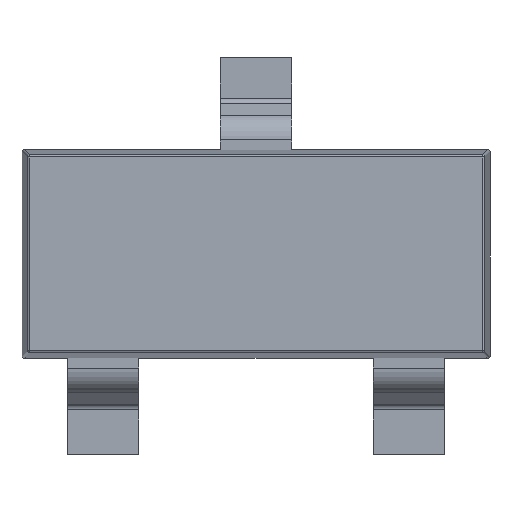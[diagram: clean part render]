
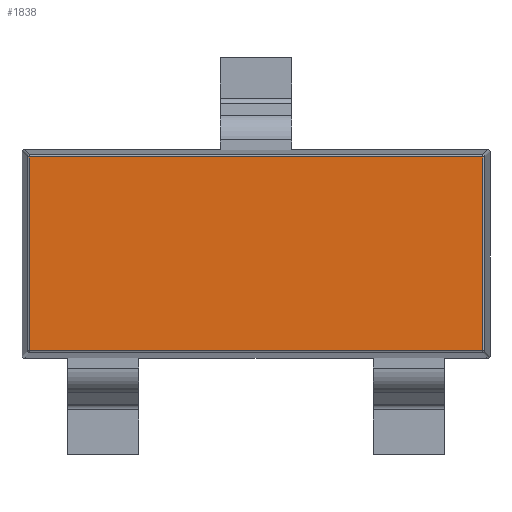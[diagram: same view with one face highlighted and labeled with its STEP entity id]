
A CAD part, top view. The second image highlights one B-rep face of the part: STEP entity #1838.
In plain terms, the highlighted face is planar.
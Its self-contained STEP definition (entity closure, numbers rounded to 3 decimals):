
#392 = CYLINDRICAL_SURFACE('',#393,0.013);
#393 = AXIS2_PLACEMENT_3D('',#394,#395,#396);
#394 = CARTESIAN_POINT('',(-1.46,0.638,-0.604));
#395 = DIRECTION('',(-1.,0.,0.));
#396 = DIRECTION('',(0.,0.,1.));
#1067 = CYLINDRICAL_SURFACE('',#1068,0.013);
#1068 = AXIS2_PLACEMENT_3D('',#1069,#1070,#1071);
#1069 = CARTESIAN_POINT('',(-1.46,0.638,0.604));
#1070 = DIRECTION('',(1.,0.,0.));
#1071 = DIRECTION('',(0.,0.,-1.));
#1645 = CYLINDRICAL_SURFACE('',#1646,0.013);
#1646 = AXIS2_PLACEMENT_3D('',#1647,#1648,#1649);
#1647 = CARTESIAN_POINT('',(-1.414,0.638,-0.65));
#1648 = DIRECTION('',(0.,0.,1.));
#1649 = DIRECTION('',(1.,0.,0.));
#1785 = CYLINDRICAL_SURFACE('',#1786,0.013);
#1786 = AXIS2_PLACEMENT_3D('',#1787,#1788,#1789);
#1787 = CARTESIAN_POINT('',(1.414,0.638,-0.65));
#1788 = DIRECTION('',(0.,0.,-1.));
#1789 = DIRECTION('',(-1.,0.,0.));
#1838 = ADVANCED_FACE('',(#1839),#1853,.T.);
#1839 = FACE_BOUND('',#1840,.T.);
#1840 = EDGE_LOOP('',(#1841,#1870,#1892,#1914));
#1841 = ORIENTED_EDGE('',*,*,#1842,.T.);
#1842 = EDGE_CURVE('',#1843,#1845,#1847,.T.);
#1843 = VERTEX_POINT('',#1844);
#1844 = CARTESIAN_POINT('',(1.414,0.65,0.604));
#1845 = VERTEX_POINT('',#1846);
#1846 = CARTESIAN_POINT('',(1.414,0.65,-0.604));
#1847 = SURFACE_CURVE('',#1848,(#1852,#1864),.PCURVE_S1.);
#1848 = LINE('',#1849,#1850);
#1849 = CARTESIAN_POINT('',(1.414,0.65,-0.616));
#1850 = VECTOR('',#1851,1.);
#1851 = DIRECTION('',(0.,0.,-1.));
#1852 = PCURVE('',#1853,#1858);
#1853 = PLANE('',#1854);
#1854 = AXIS2_PLACEMENT_3D('',#1855,#1856,#1857);
#1855 = CARTESIAN_POINT('',(-1.46,0.65,-0.65));
#1856 = DIRECTION('',(0.,1.,0.));
#1857 = DIRECTION('',(0.,0.,1.));
#1858 = DEFINITIONAL_REPRESENTATION('',(#1859),#1863);
#1859 = LINE('',#1860,#1861);
#1860 = CARTESIAN_POINT('',(0.034,2.874));
#1861 = VECTOR('',#1862,1.);
#1862 = DIRECTION('',(-1.,0.));
#1863 = ( GEOMETRIC_REPRESENTATION_CONTEXT(2) 
PARAMETRIC_REPRESENTATION_CONTEXT() REPRESENTATION_CONTEXT('2D SPACE',''
  ) );
#1864 = PCURVE('',#1785,#1865);
#1865 = DEFINITIONAL_REPRESENTATION('',(#1866),#1869);
#1866 = B_SPLINE_CURVE_WITH_KNOTS('',1,(#1867,#1868),.UNSPECIFIED.,.F.,
  .F.,(2,2),(-1.22,-0.012),
  .PIECEWISE_BEZIER_KNOTS.);
#1867 = CARTESIAN_POINT('',(1.571,-1.254));
#1868 = CARTESIAN_POINT('',(1.571,-0.046));
#1869 = ( GEOMETRIC_REPRESENTATION_CONTEXT(2) 
PARAMETRIC_REPRESENTATION_CONTEXT() REPRESENTATION_CONTEXT('2D SPACE',''
  ) );
#1870 = ORIENTED_EDGE('',*,*,#1871,.T.);
#1871 = EDGE_CURVE('',#1845,#1872,#1874,.T.);
#1872 = VERTEX_POINT('',#1873);
#1873 = CARTESIAN_POINT('',(-1.414,0.65,-0.604));
#1874 = SURFACE_CURVE('',#1875,(#1879,#1886),.PCURVE_S1.);
#1875 = LINE('',#1876,#1877);
#1876 = CARTESIAN_POINT('',(-1.426,0.65,-0.604));
#1877 = VECTOR('',#1878,1.);
#1878 = DIRECTION('',(-1.,0.,0.));
#1879 = PCURVE('',#1853,#1880);
#1880 = DEFINITIONAL_REPRESENTATION('',(#1881),#1885);
#1881 = LINE('',#1882,#1883);
#1882 = CARTESIAN_POINT('',(0.046,0.034));
#1883 = VECTOR('',#1884,1.);
#1884 = DIRECTION('',(0.,-1.));
#1885 = ( GEOMETRIC_REPRESENTATION_CONTEXT(2) 
PARAMETRIC_REPRESENTATION_CONTEXT() REPRESENTATION_CONTEXT('2D SPACE',''
  ) );
#1886 = PCURVE('',#392,#1887);
#1887 = DEFINITIONAL_REPRESENTATION('',(#1888),#1891);
#1888 = B_SPLINE_CURVE_WITH_KNOTS('',1,(#1889,#1890),.UNSPECIFIED.,.F.,
  .F.,(2,2),(-2.84,-0.012),
  .PIECEWISE_BEZIER_KNOTS.);
#1889 = CARTESIAN_POINT('',(1.571,-2.874));
#1890 = CARTESIAN_POINT('',(1.571,-0.046));
#1891 = ( GEOMETRIC_REPRESENTATION_CONTEXT(2) 
PARAMETRIC_REPRESENTATION_CONTEXT() REPRESENTATION_CONTEXT('2D SPACE',''
  ) );
#1892 = ORIENTED_EDGE('',*,*,#1893,.T.);
#1893 = EDGE_CURVE('',#1872,#1894,#1896,.T.);
#1894 = VERTEX_POINT('',#1895);
#1895 = CARTESIAN_POINT('',(-1.414,0.65,0.604));
#1896 = SURFACE_CURVE('',#1897,(#1901,#1908),.PCURVE_S1.);
#1897 = LINE('',#1898,#1899);
#1898 = CARTESIAN_POINT('',(-1.414,0.65,0.616));
#1899 = VECTOR('',#1900,1.);
#1900 = DIRECTION('',(0.,0.,1.));
#1901 = PCURVE('',#1853,#1902);
#1902 = DEFINITIONAL_REPRESENTATION('',(#1903),#1907);
#1903 = LINE('',#1904,#1905);
#1904 = CARTESIAN_POINT('',(1.266,0.046));
#1905 = VECTOR('',#1906,1.);
#1906 = DIRECTION('',(1.,0.));
#1907 = ( GEOMETRIC_REPRESENTATION_CONTEXT(2) 
PARAMETRIC_REPRESENTATION_CONTEXT() REPRESENTATION_CONTEXT('2D SPACE',''
  ) );
#1908 = PCURVE('',#1645,#1909);
#1909 = DEFINITIONAL_REPRESENTATION('',(#1910),#1913);
#1910 = B_SPLINE_CURVE_WITH_KNOTS('',1,(#1911,#1912),.UNSPECIFIED.,.F.,
  .F.,(2,2),(-1.22,-0.012),
  .PIECEWISE_BEZIER_KNOTS.);
#1911 = CARTESIAN_POINT('',(1.571,0.046));
#1912 = CARTESIAN_POINT('',(1.571,1.254));
#1913 = ( GEOMETRIC_REPRESENTATION_CONTEXT(2) 
PARAMETRIC_REPRESENTATION_CONTEXT() REPRESENTATION_CONTEXT('2D SPACE',''
  ) );
#1914 = ORIENTED_EDGE('',*,*,#1915,.T.);
#1915 = EDGE_CURVE('',#1894,#1843,#1916,.T.);
#1916 = SURFACE_CURVE('',#1917,(#1921,#1928),.PCURVE_S1.);
#1917 = LINE('',#1918,#1919);
#1918 = CARTESIAN_POINT('',(1.426,0.65,0.604));
#1919 = VECTOR('',#1920,1.);
#1920 = DIRECTION('',(1.,0.,0.));
#1921 = PCURVE('',#1853,#1922);
#1922 = DEFINITIONAL_REPRESENTATION('',(#1923),#1927);
#1923 = LINE('',#1924,#1925);
#1924 = CARTESIAN_POINT('',(1.254,2.886));
#1925 = VECTOR('',#1926,1.);
#1926 = DIRECTION('',(0.,1.));
#1927 = ( GEOMETRIC_REPRESENTATION_CONTEXT(2) 
PARAMETRIC_REPRESENTATION_CONTEXT() REPRESENTATION_CONTEXT('2D SPACE',''
  ) );
#1928 = PCURVE('',#1067,#1929);
#1929 = DEFINITIONAL_REPRESENTATION('',(#1930),#1956);
#1930 = B_SPLINE_CURVE_WITH_KNOTS('',3,(#1931,#1932,#1933,#1934,#1935,
    #1936,#1937,#1938,#1939,#1940,#1941,#1942,#1943,#1944,#1945,#1946,
    #1947,#1948,#1949,#1950,#1951,#1952,#1953,#1954,#1955),
  .UNSPECIFIED.,.F.,.F.,(4,1,1,1,1,1,1,1,1,1,1,1,1,1,1,1,1,1,1,1,1,1,4),
  (-2.84,-2.711,-2.583,-2.454,
    -2.326,-2.197,-2.069,-1.94,
    -1.812,-1.683,-1.554,-1.426,
    -1.297,-1.169,-1.04,-0.912,
    -0.783,-0.655,-0.526,-0.398,
    -0.269,-0.14,-0.012),
  .UNSPECIFIED.);
#1931 = CARTESIAN_POINT('',(1.571,0.046));
#1932 = CARTESIAN_POINT('',(1.571,0.089));
#1933 = CARTESIAN_POINT('',(1.571,0.174));
#1934 = CARTESIAN_POINT('',(1.571,0.303));
#1935 = CARTESIAN_POINT('',(1.571,0.432));
#1936 = CARTESIAN_POINT('',(1.571,0.56));
#1937 = CARTESIAN_POINT('',(1.571,0.689));
#1938 = CARTESIAN_POINT('',(1.571,0.817));
#1939 = CARTESIAN_POINT('',(1.571,0.946));
#1940 = CARTESIAN_POINT('',(1.571,1.074));
#1941 = CARTESIAN_POINT('',(1.571,1.203));
#1942 = CARTESIAN_POINT('',(1.571,1.331));
#1943 = CARTESIAN_POINT('',(1.571,1.46));
#1944 = CARTESIAN_POINT('',(1.571,1.589));
#1945 = CARTESIAN_POINT('',(1.571,1.717));
#1946 = CARTESIAN_POINT('',(1.571,1.846));
#1947 = CARTESIAN_POINT('',(1.571,1.974));
#1948 = CARTESIAN_POINT('',(1.571,2.103));
#1949 = CARTESIAN_POINT('',(1.571,2.231));
#1950 = CARTESIAN_POINT('',(1.571,2.36));
#1951 = CARTESIAN_POINT('',(1.571,2.488));
#1952 = CARTESIAN_POINT('',(1.571,2.617));
#1953 = CARTESIAN_POINT('',(1.571,2.746));
#1954 = CARTESIAN_POINT('',(1.571,2.831));
#1955 = CARTESIAN_POINT('',(1.571,2.874));
#1956 = ( GEOMETRIC_REPRESENTATION_CONTEXT(2) 
PARAMETRIC_REPRESENTATION_CONTEXT() REPRESENTATION_CONTEXT('2D SPACE',''
  ) );
